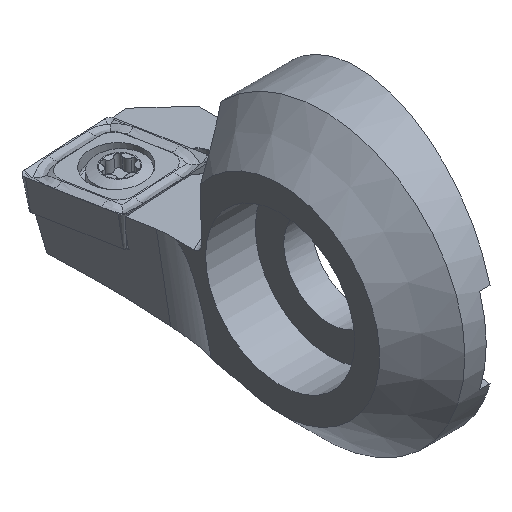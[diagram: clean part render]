
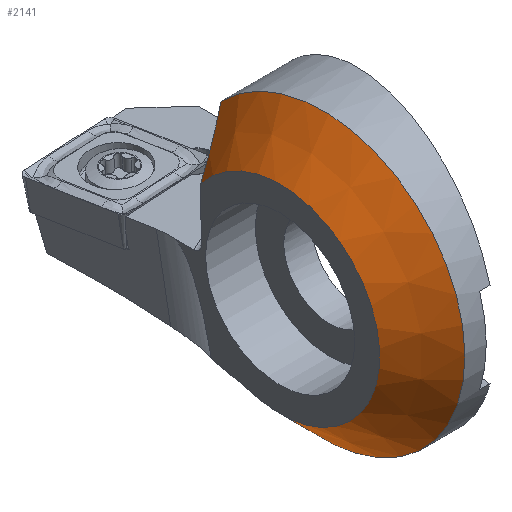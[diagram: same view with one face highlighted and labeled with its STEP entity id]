
A CAD part, isometric view. The second image highlights one B-rep face of the part: STEP entity #2141.
In plain terms, the highlighted conical face has half-angle 45 degrees and reference radius 10 mm.
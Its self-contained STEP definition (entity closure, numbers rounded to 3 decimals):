
#7 = CARTESIAN_POINT ( 'NONE',  ( -4.899, 5.844, 4.871 ) ) ;
#11 = DIRECTION ( 'NONE',  ( 1., 0., 0. ) ) ;
#18 = EDGE_CURVE ( 'NONE', #2782, #359, #586, .T. ) ;
#22 = CARTESIAN_POINT ( 'NONE',  ( -2.5, 2.588, -9.659 ) ) ;
#66 = VECTOR ( 'NONE', #410, 1000. ) ;
#125 = CARTESIAN_POINT ( 'NONE',  ( -5.346, 5.669, 4.364 ) ) ;
#211 = VERTEX_POINT ( 'NONE', #125 ) ;
#359 = VERTEX_POINT ( 'NONE', #555 ) ;
#381 = AXIS2_PLACEMENT_3D ( 'NONE', #1555, #3474, #2100 ) ;
#393 = CARTESIAN_POINT ( 'NONE',  ( -7.05, 1.411, -5.264 ) ) ;
#410 = DIRECTION ( 'NONE',  ( -0.707, -0.56, -0.431 ) ) ;
#501 = CARTESIAN_POINT ( 'NONE',  ( -5.346, 5.669, 4.364 ) ) ;
#514 = EDGE_LOOP ( 'NONE', ( #2220, #1816, #2366, #1274, #3363 ) ) ;
#548 = AXIS2_PLACEMENT_3D ( 'NONE', #1751, #2284, #2583 ) ;
#555 = CARTESIAN_POINT ( 'NONE',  ( -2.5, 7.162, 6.979 ) ) ;
#568 = CARTESIAN_POINT ( 'NONE',  ( -2.5, 0., 0. ) ) ;
#586 = CIRCLE ( 'NONE', #548, 10. ) ;
#764 = DIRECTION ( 'NONE',  ( -0.707, -0.183, 0.683 ) ) ;
#846 = VECTOR ( 'NONE', #764, 1000. ) ;
#1182 = B_SPLINE_CURVE_WITH_KNOTS ( 'NONE', 3,
 ( #501, #7, #2390, #1593, #1342, #3497 ),
 .UNSPECIFIED., .F., .F.,
 ( 4, 2, 4 ),
 ( 0., 0.002, 0.004 ),
 .UNSPECIFIED. ) ;
#1274 = ORIENTED_EDGE ( 'NONE', *, *, #2860, .T. ) ;
#1342 = CARTESIAN_POINT ( 'NONE',  ( -2.995, 6.829, 6.612 ) ) ;
#1361 = EDGE_CURVE ( 'NONE', #211, #359, #1182, .T. ) ;
#1423 = CARTESIAN_POINT ( 'NONE',  ( -5.5, 5.547, 4.27 ) ) ;
#1475 = CARTESIAN_POINT ( 'NONE',  ( -5.5, 5.547, 4.27 ) ) ;
#1555 = CARTESIAN_POINT ( 'NONE',  ( -5.5, 0., 0. ) ) ;
#1593 = CARTESIAN_POINT ( 'NONE',  ( -3.481, 6.544, 6.209 ) ) ;
#1626 = CARTESIAN_POINT ( 'NONE',  ( -5.5, 1.812, -6.761 ) ) ;
#1751 = CARTESIAN_POINT ( 'NONE',  ( -2.5, 0., 0. ) ) ;
#1761 = CIRCLE ( 'NONE', #381, 7. ) ;
#1816 = ORIENTED_EDGE ( 'NONE', *, *, #18, .T. ) ;
#1884 = EDGE_CURVE ( 'NONE', #2028, #2844, #1761, .T. ) ;
#2028 = VERTEX_POINT ( 'NONE', #1626 ) ;
#2100 = DIRECTION ( 'NONE',  ( 0., 1., 0. ) ) ;
#2141 = ADVANCED_FACE ( 'NONE', ( #3215 ), #2601, .T. ) ;
#2218 = LINE ( 'NONE', #1475, #66 ) ;
#2220 = ORIENTED_EDGE ( 'NONE', *, *, #2236, .F. ) ;
#2236 = EDGE_CURVE ( 'NONE', #2782, #2028, #3464, .T. ) ;
#2284 = DIRECTION ( 'NONE',  ( -1., 0., 0. ) ) ;
#2366 = ORIENTED_EDGE ( 'NONE', *, *, #1361, .F. ) ;
#2370 = AXIS2_PLACEMENT_3D ( 'NONE', #568, #11, #3313 ) ;
#2390 = CARTESIAN_POINT ( 'NONE',  ( -4.432, 6.051, 5.338 ) ) ;
#2583 = DIRECTION ( 'NONE',  ( 0., -1., 0. ) ) ;
#2601 = CONICAL_SURFACE ( 'NONE', #2370, 10., 0.785 ) ;
#2782 = VERTEX_POINT ( 'NONE', #22 ) ;
#2844 = VERTEX_POINT ( 'NONE', #1423 ) ;
#2860 = EDGE_CURVE ( 'NONE', #211, #2844, #2218, .T. ) ;
#3215 = FACE_OUTER_BOUND ( 'NONE', #514, .T. ) ;
#3313 = DIRECTION ( 'NONE',  ( 0., 1., 0. ) ) ;
#3363 = ORIENTED_EDGE ( 'NONE', *, *, #1884, .F. ) ;
#3464 = LINE ( 'NONE', #393, #846 ) ;
#3474 = DIRECTION ( 'NONE',  ( -1., 0., 0. ) ) ;
#3497 = CARTESIAN_POINT ( 'NONE',  ( -2.5, 7.162, 6.979 ) ) ;
